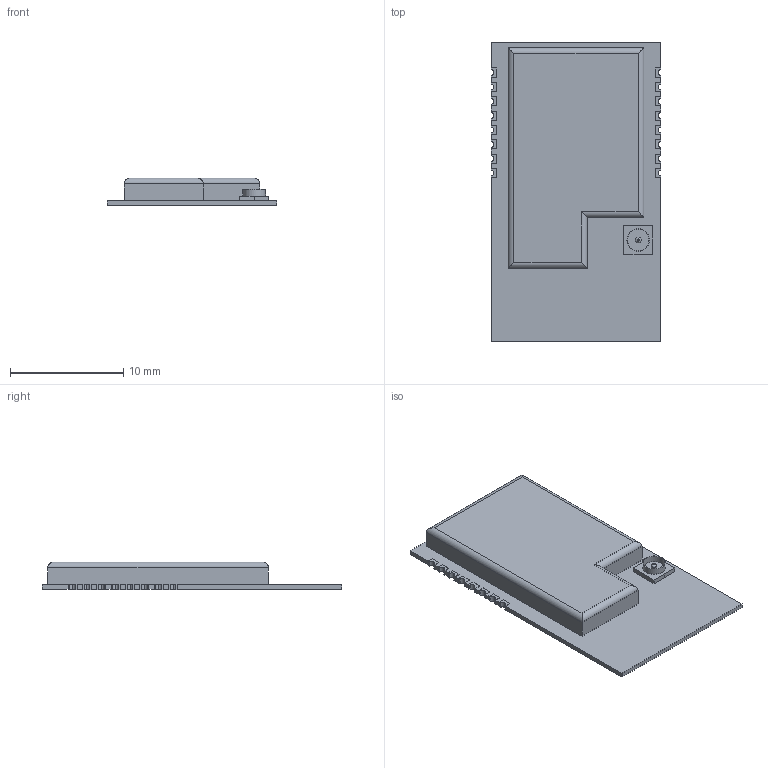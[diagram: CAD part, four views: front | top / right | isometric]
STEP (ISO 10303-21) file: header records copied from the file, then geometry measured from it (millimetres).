
FILE_DESCRIPTION(('FreeCAD Model'),'2;1');
FILE_NAME('Open CASCADE Shape Model','2024-08-13T21:56:30',('Author'),( ''),'Open CASCADE STEP processor 7.5','FreeCAD','Unknown');
FILE_SCHEMA(('AUTOMOTIVE_DESIGN { 1 0 10303 214 1 1 1 1 }'));
Length unit declared in the file: millimetre
Products named in the file (7): Assemble; PCB; RF-Connector-Base; Shielding; Pins; RF-Connector-Top1; RF-Connector-Top2
Assembly tree (6 placements, depth 2):
  Assemble
    PCB
    RF-Connector-Base
    Shielding
    Pins
    RF-Connector-Top1
    RF-Connector-Top2
Bounding box: 15 x 26.5 x 2.45 mm (x, y, z)
Volume: 595 mm3; surface area: 1689.9 mm2
Topology: 6 solids, 6 shells, 398 faces, 959 edges, 573 vertices
Faces by surface type: plane 364, cylinder 33, revolution 1
Full cylindrical faces by diameter (mm): 0.5 x1, 1.9 x1, 2 x1
Entity records: 23940 total; most frequent: CARTESIAN_POINT 4138, DIRECTION 3704, LINE 2749, VECTOR 2749, ORIENTED_EDGE 1918, PCURVE 1918, DEFINITIONAL_REPRESENTATION 1918, EDGE_CURVE 959
